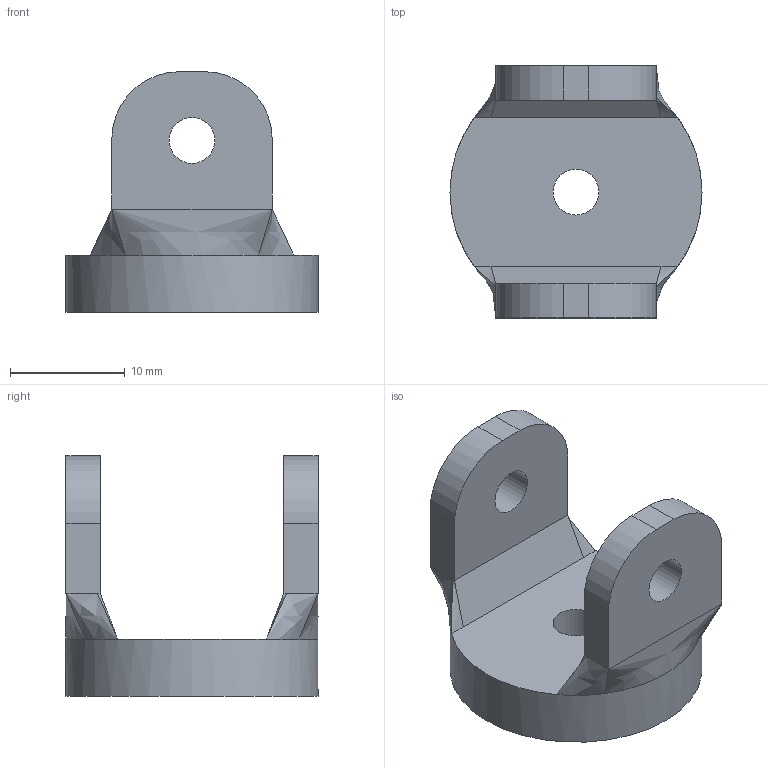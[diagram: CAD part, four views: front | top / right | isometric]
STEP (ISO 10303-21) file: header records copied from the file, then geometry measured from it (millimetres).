
FILE_DESCRIPTION(('FreeCAD Model'),'2;1');
FILE_NAME('Open CASCADE Shape Model','2022-03-29T01:35:03',(''),(''), 'Open CASCADE STEP processor 7.6','FreeCAD','Unknown');
FILE_SCHEMA(('AUTOMOTIVE_DESIGN { 1 0 10303 214 1 1 1 1 }'));
Length unit declared in the file: millimetre
Products named in the file (1): Fitting
Bounding box: 22 x 22 x 21 mm (x, y, z)
Volume: 3075.3 mm3; surface area: 2163.8 mm2
Topology: 1 solids, 1 shells, 32 faces, 78 edges, 48 vertices
Faces by surface type: plane 14, bspline 10, cylinder 8
Full cylindrical faces by diameter (mm): 4 x3, 22 x1
Entity records: 1955 total; most frequent: CARTESIAN_POINT 534, DIRECTION 201, ORIENTED_EDGE 156, PCURVE 156, DEFINITIONAL_REPRESENTATION 156, B_SPLINE_CURVE_WITH_KNOTS 97, LINE 96, VECTOR 96
